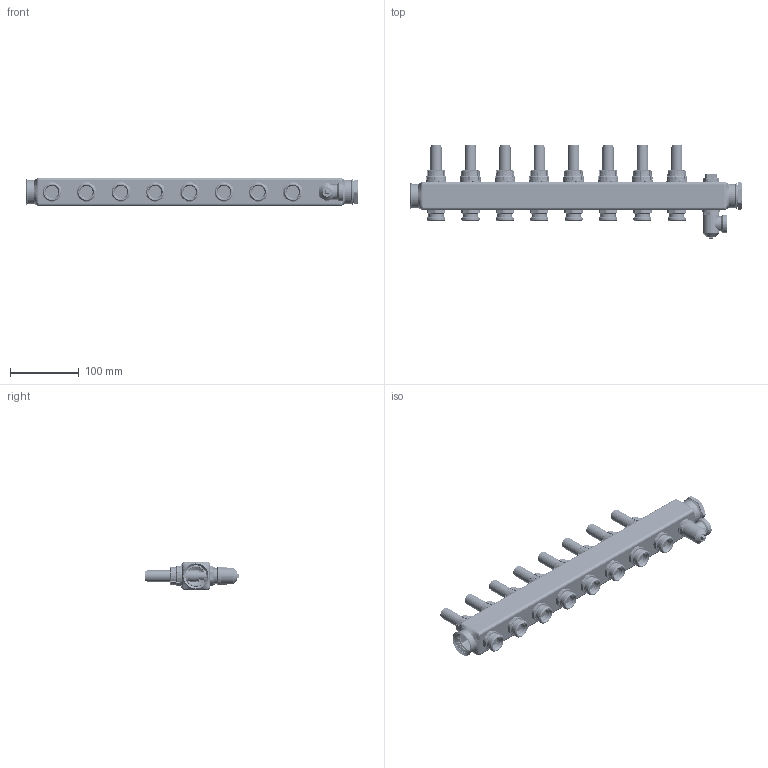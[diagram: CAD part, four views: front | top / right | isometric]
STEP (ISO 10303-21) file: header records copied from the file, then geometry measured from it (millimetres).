
FILE_DESCRIPTION((''),'2;1');
FILE_NAME('088U0758_ASM','2021-08-19T11:48:57',('U240466'),('Danfoss'),'CREO PARAMETRIC BY PTC INC, 2020342','CREO PARAMETRIC BY PTC INC, 2020342','');
FILE_SCHEMA(('CONFIG_CONTROL_DESIGN'));
Products named in the file (8): FLOWMETERASSY_SW; BIV-JIETOU; SSM_MANIFOLD_8L; 088U7016_PROP; 088U7022; SSM_PLUG_ASM; 088U7086; 088U0758_ASM
Assembly tree (21 placements, depth 3):
  088U0758_ASM
    FLOWMETERASSY_SW  x8
    BIV-JIETOU  x8
    SSM_MANIFOLD_8L
    SSM_PLUG_ASM
      088U7016_PROP
      088U7022
    088U7086
Bounding box: 482.8 x 136 x 41 mm (x, y, z)
Volume: 377091 mm3; surface area: 317103.6 mm2
Topology: 21 solids, 28 shells, 4883 faces, 13305 edges, 8561 vertices
Faces by surface type: plane 1648, cylinder 1347, bspline 773, cone 738, torus 375, sphere 2
Entity records: 156508 total; most frequent: CARTESIAN_POINT 123691, ORIENTED_EDGE 7436, DIRECTION 5897, EDGE_CURVE 3720, AXIS2_PLACEMENT_3D 2410, VERTEX_POINT 2359, EDGE_LOOP 1573, B_SPLINE_CURVE_WITH_KNOTS 1436
